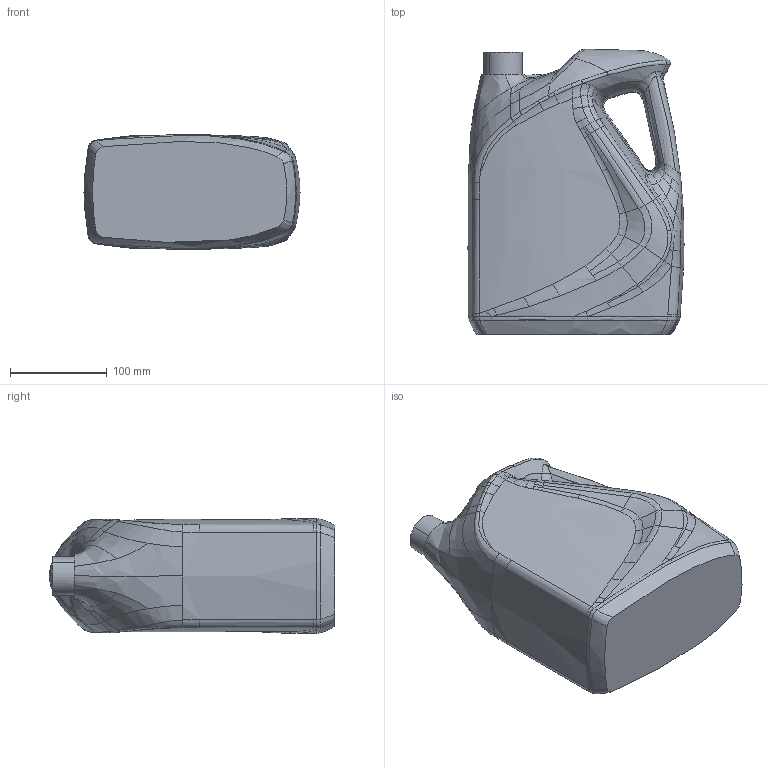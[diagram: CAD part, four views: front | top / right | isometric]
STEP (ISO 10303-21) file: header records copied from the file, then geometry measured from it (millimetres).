
FILE_DESCRIPTION(( 'Version 4.0 STEP 29 SC-160007 (174b9d4e01-1f8482-e260-cf2ca88.64)'),'2;1');
FILE_NAME('kanystr j classe.stp','2018-08-23T11:19:16', ('None'),('None'),'Version 4.0 STEP 29 SC-160007 (174b9d4e01-1f8482-e260-cf2ca88.64)', 'Tebis','None');
FILE_SCHEMA(('CONFIG_CONTROL_DESIGN'));
Length unit declared in the file: millimetre
Products named in the file (2): #40; Selection
Assembly tree (1 placements, depth 2):
  #40
    Selection
Bounding box: 223.48 x 295.24 x 118.52 mm (x, y, z)
Volume: 5709506.9 mm3; surface area: 204038.7 mm2
Topology: 1 solids, 1 shells, 291 faces, 693 edges, 403 vertices
Faces by surface type: bspline 288, plane 3
Entity records: 41131 total; most frequent: CARTESIAN_POINT 36677, ORIENTED_EDGE 1386, EDGE_CURVE 693, B_SPLINE_CURVE_WITH_KNOTS 683, VERTEX_POINT 403, EDGE_LOOP 292, FACE_OUTER_BOUND 291, ADVANCED_FACE 291
